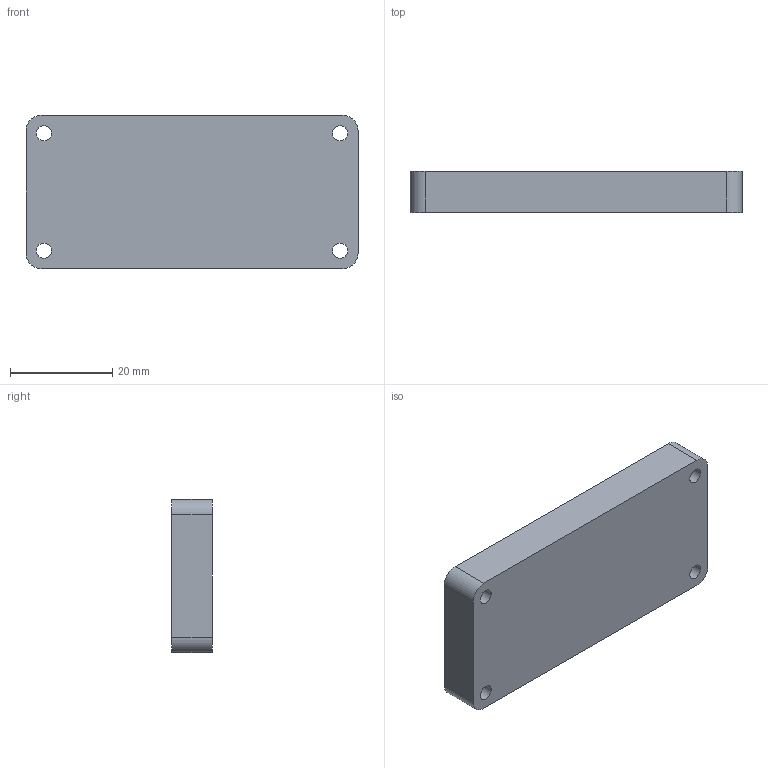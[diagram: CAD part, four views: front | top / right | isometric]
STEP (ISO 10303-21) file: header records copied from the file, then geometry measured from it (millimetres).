
FILE_DESCRIPTION(/* description */ (''),/* implementation_level */ '2;1');
FILE_NAME(/* name */ 'Coral USB Accelerator v1.step',/* time_stamp */ '2019-03-18T12:29:15+01:00',/* author */ ('infoWBHJ3'),/* organization */ (''),/* preprocessor_version */ 'ST-DEVELOPER v17.2',/* originating_system */ 'Autodesk Translation Framework v7.6.0.251',/* authorisation */ '');
FILE_SCHEMA (('AUTOMOTIVE_DESIGN { 1 0 10303 214 3 1 1 }'));
Length unit declared in the file: millimetre
Products named in the file (1): Coral USB Accelerator
Bounding box: 65 x 8 x 30 mm (x, y, z)
Volume: 14552.7 mm3; surface area: 12036.7 mm2
Topology: 8 solids, 8 shells, 432 faces, 1173 edges, 782 vertices
Faces by surface type: bspline 352, plane 62, cylinder 18
Full cylindrical faces by diameter (mm): 3 x4
Entity records: 14477 total; most frequent: CARTESIAN_POINT 6988, ORIENTED_EDGE 2346, EDGE_CURVE 1173, VERTEX_POINT 782, DIRECTION 659, EDGE_LOOP 471, FACE_OUTER_BOUND 432, ADVANCED_FACE 432
